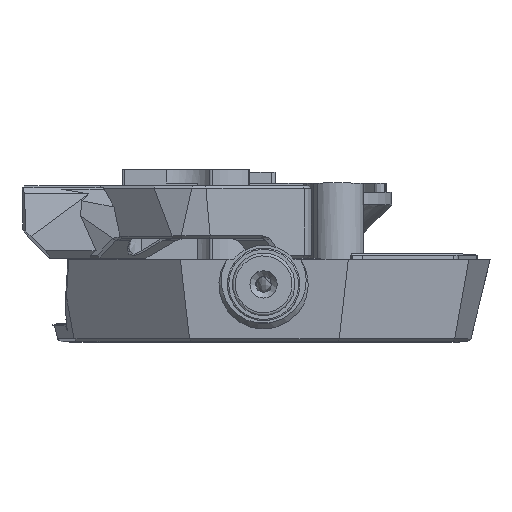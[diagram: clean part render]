
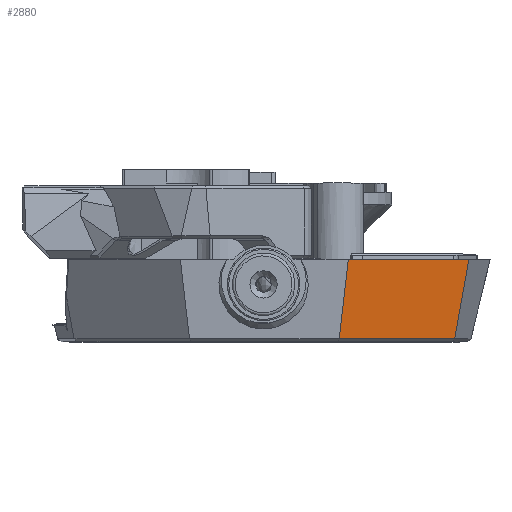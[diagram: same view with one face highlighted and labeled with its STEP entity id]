
A CAD part, top view. The second image highlights one B-rep face of the part: STEP entity #2880.
In plain terms, the highlighted planar face has unit normal (0.622, -0.139, 0.771).
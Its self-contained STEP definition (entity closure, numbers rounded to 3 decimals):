
#2180=PLANE('',#17256);
#2880=ADVANCED_FACE('',(#3890),#2180,.F.);
#3890=FACE_OUTER_BOUND('',#4739,.T.);
#4739=EDGE_LOOP('',(#10310,#10311,#10312,#10313,#10314));
#5316=LINE('',#22146,#6667);
#5963=LINE('',#26130,#7314);
#5964=LINE('',#26132,#7315);
#5965=LINE('',#26134,#7316);
#5966=LINE('',#26135,#7317);
#6667=VECTOR('',#18024,1.);
#7314=VECTOR('',#19913,1.);
#7315=VECTOR('',#19916,1.);
#7316=VECTOR('',#19917,1.);
#7317=VECTOR('',#19918,1.);
#10310=ORIENTED_EDGE('',*,*,#15312,.F.);
#10311=ORIENTED_EDGE('',*,*,#15313,.F.);
#10312=ORIENTED_EDGE('',*,*,#15311,.F.);
#10313=ORIENTED_EDGE('',*,*,#15314,.F.);
#10314=ORIENTED_EDGE('',*,*,#14277,.F.);
#12862=VERTEX_POINT('',#22127);
#12867=VERTEX_POINT('',#22145);
#13577=VERTEX_POINT('',#26126);
#13578=VERTEX_POINT('',#26129);
#13579=VERTEX_POINT('',#26133);
#14277=EDGE_CURVE('',#12867,#12862,#5316,.T.);
#15311=EDGE_CURVE('',#13578,#13577,#5963,.T.);
#15312=EDGE_CURVE('',#13579,#12867,#5964,.T.);
#15313=EDGE_CURVE('',#13577,#13579,#5965,.T.);
#15314=EDGE_CURVE('',#12862,#13578,#5966,.T.);
#17256=AXIS2_PLACEMENT_3D('',#26136,#19919,#19920);
#18024=DIRECTION('',(0.114,0.99,0.087));
#19913=DIRECTION('',(-0.176,-0.984,-0.035));
#19916=DIRECTION('',(-0.606,0.537,0.586));
#19917=DIRECTION('',(-0.778,0.,0.628));
#19918=DIRECTION('',(0.778,0.,-0.628));
#19919=DIRECTION('',(-0.622,0.139,-0.771));
#19920=DIRECTION('',(0.778,0.,-0.628));
#22127=CARTESIAN_POINT('',(12.181,134.5,190.991));
#22145=CARTESIAN_POINT('',(10.865,123.098,189.993));
#22146=CARTESIAN_POINT('',(12.131,134.074,190.954));
#26126=CARTESIAN_POINT('',(27.471,123.096,176.593));
#26129=CARTESIAN_POINT('',(29.515,134.5,177.003));
#26130=CARTESIAN_POINT('',(29.164,132.54,176.933));
#26132=CARTESIAN_POINT('',(9.793,124.048,191.03));
#26133=CARTESIAN_POINT('',(10.868,123.096,189.991));
#26134=CARTESIAN_POINT('',(19.123,123.096,183.329));
#26135=CARTESIAN_POINT('',(21.963,134.5,183.097));
#26136=CARTESIAN_POINT('',(22.252,137.85,183.469));
